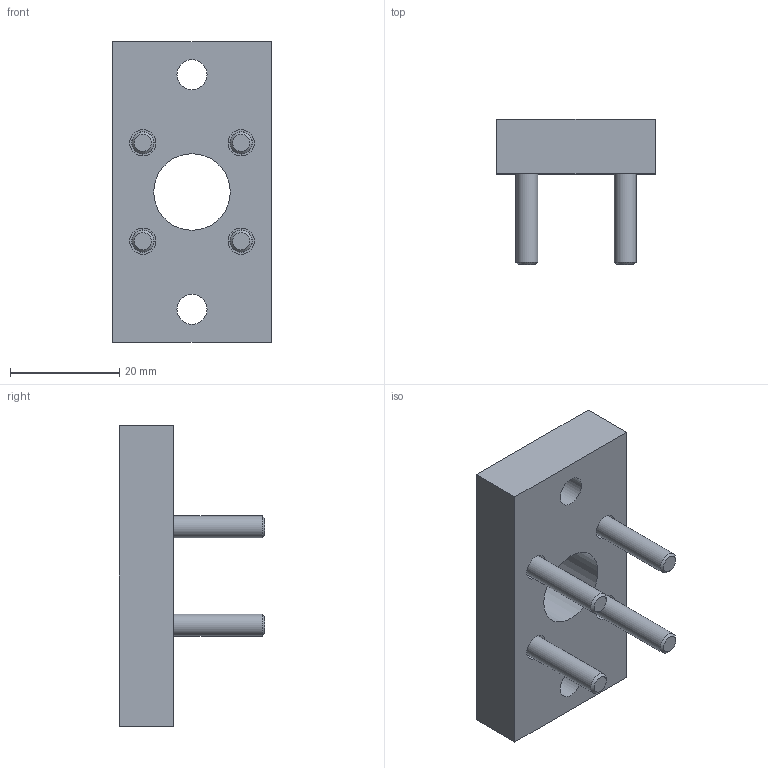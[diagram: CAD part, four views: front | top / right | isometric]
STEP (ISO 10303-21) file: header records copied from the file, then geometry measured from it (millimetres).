
FILE_DESCRIPTION(/* description */ ('STEP AP214'),/* implementation_level */ '2;1');
FILE_NAME(/* name */ '157299_FUA-12_16',/* time_stamp */ '2024-08-28T19:18:31+02:00',/* author */ ('License CC BY-ND 4.0'),/* organization */ ('CADENAS'),/* preprocessor_version */ 'ST-DEVELOPER v19.3',/* originating_system */ 'PARTsolutions',/* authorisation */ ' ');
FILE_SCHEMA (('AUTOMOTIVE_DESIGN {1 0 10303 214 3 1 1}'));
Length unit declared in the file: millimetre
Products named in the file (3): 157299 FUA-12/16; 157299 FUA-12/16---(F); DIN-912 - M4x22(F)
Assembly tree (5 placements, depth 2):
  157299 FUA-12/16
    157299 FUA-12/16---(F)
    DIN-912 - M4x22(F)  x4
Bounding box: 29 x 26.6 x 55 mm (x, y, z)
Volume: 14259.4 mm3; surface area: 7703 mm2
Topology: 5 solids, 5 shells, 133 faces, 261 edges, 146 vertices
Faces by surface type: plane 70, cone 44, cylinder 19
Full cylindrical faces by diameter (mm): 4 x4, 4.8 x4, 5.5 x2, 7 x4, 8 x4, 14 x1
Entity records: 1294 total; most frequent: DIRECTION 224, CARTESIAN_POINT 214, ORIENTED_EDGE 156, AXIS2_PLACEMENT_3D 97, FACE_BOUND 87, EDGE_LOOP 86, EDGE_CURVE 78, VERTEX_POINT 57
